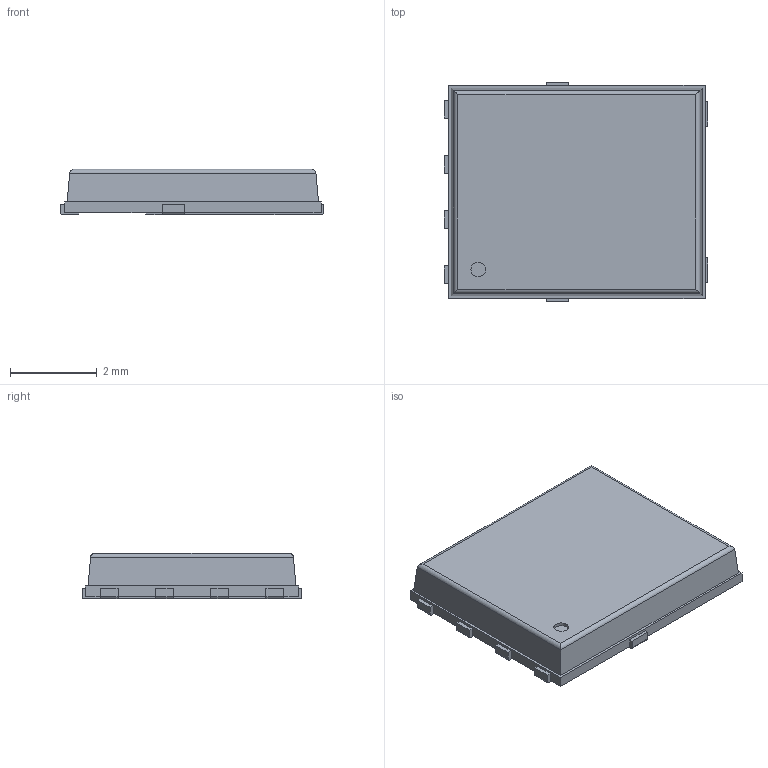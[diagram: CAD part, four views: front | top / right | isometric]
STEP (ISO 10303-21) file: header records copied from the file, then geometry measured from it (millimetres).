
FILE_DESCRIPTION(('FreeCAD Model'),'2;1');
FILE_NAME('Open CASCADE Shape Model','2025-02-17T13:26:40',(''),(''), 'Open CASCADE STEP processor 7.8','FreeCAD','Unknown');
FILE_SCHEMA(('AUTOMOTIVE_DESIGN { 1 0 10303 214 1 1 1 1 }'));
Length unit declared in the file: millimetre
Products named in the file (1): NVMFS5C460NLAFT1G
Bounding box: 6.05 x 5.06 x 1.04 mm (x, y, z)
Volume: 28.1 mm3; surface area: 78.8 mm2
Topology: 1 solids, 1 shells, 77 faces, 215 edges, 142 vertices
Faces by surface type: plane 64, cylinder 13
Full cylindrical faces by diameter (mm): 0.337 x1
Entity records: 2990 total; most frequent: CARTESIAN_POINT 436, ORIENTED_EDGE 430, DIRECTION 392, EDGE_CURVE 215, LINE 192, VECTOR 192, VERTEX_POINT 142, AXIS2_PLACEMENT_3D 100
